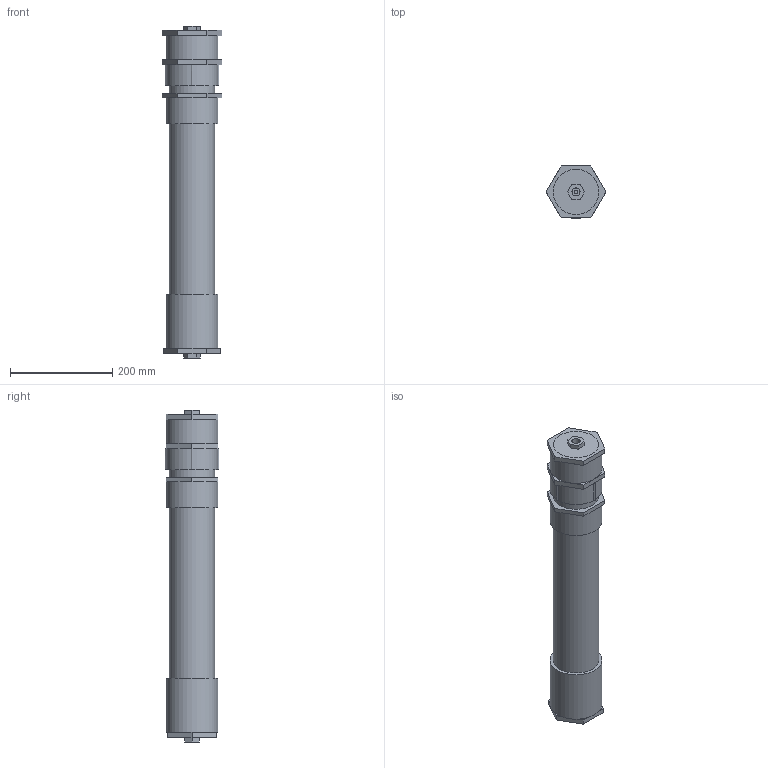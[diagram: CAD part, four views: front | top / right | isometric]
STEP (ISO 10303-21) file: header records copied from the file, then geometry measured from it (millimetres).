
FILE_DESCRIPTION(/* description */ (''),/* implementation_level */ '2;1');
FILE_NAME(/* name */ 'Seive.step',/* time_stamp */ '2021-05-01T16:36:01+05:00',/* author */ (''),/* organization */ (''),/* preprocessor_version */ 'ST-DEVELOPER v18.1',/* originating_system */ 'Autodesk Translation Framework v9.7.1.1290',/* authorisation */ '');
FILE_SCHEMA (('AUTOMOTIVE_DESIGN { 1 0 10303 214 3 1 1 }'));
Length unit declared in the file: inch
Products named in the file (15): Seive; 3inTo3InCoupler; 3inTo3/4inAdapter; 3/4inTo3/8inReducer; 3inTo3inFpt; 3inTo3/4inAdapter (1); 3/4inTo3/8inReducer (1); Pipe17in; 3inTo3inMpt; 3inDrainMod; MeshMod; Filter; 2inSpring; 3inDrain; MeshIn
Assembly tree (14 placements, depth 4):
  Seive
    3inTo3InCoupler
      3inTo3/4inAdapter
        3/4inTo3/8inReducer
    3inTo3inFpt
      3inTo3/4inAdapter (1)
        3/4inTo3/8inReducer (1)
    Pipe17in
    3inTo3inMpt
    3inDrainMod
      MeshMod
      Filter
      2inSpring
    3inDrain
      MeshIn
Bounding box: 117.32 x 104.78 x 649.8 mm (x, y, z)
Volume: 2020729 mm3; surface area: 617976.5 mm2
Topology: 16 solids, 16 shells, 468 faces, 1395 edges, 922 vertices
Faces by surface type: plane 403, cylinder 60, cone 2, bspline 2, torus 1
Full cylindrical faces by diameter (mm): 15.875 x2, 25.4 x4, 48.26 x7, 53.34 x7, 67.31 x3, 71.755 x3, 72.39 x1, 76.2 x4, 81.915 x1, 82.55 x2, 88.9 x11, 101.6 x3
Entity records: 17632 total; most frequent: CARTESIAN_POINT 4164, ORIENTED_EDGE 2790, DIRECTION 2552, EDGE_CURVE 1395, LINE 1156, VECTOR 1156, VERTEX_POINT 922, AXIS2_PLACEMENT_3D 698
